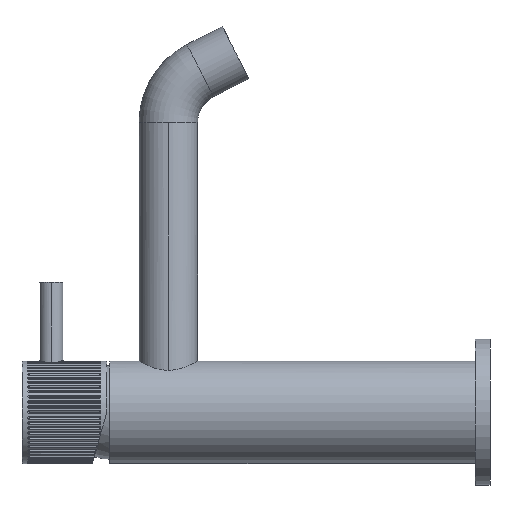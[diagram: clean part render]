
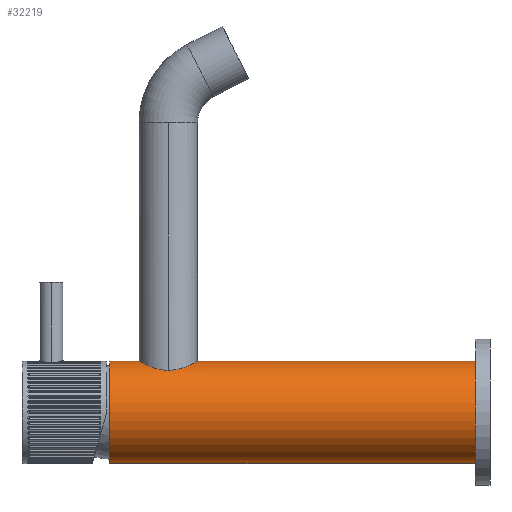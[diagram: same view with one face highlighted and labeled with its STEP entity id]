
A CAD part, left-side view. The second image highlights one B-rep face of the part: STEP entity #32219.
In plain terms, the highlighted cylindrical face has radius 17.5 mm (diameter 35 mm), a partial arc.
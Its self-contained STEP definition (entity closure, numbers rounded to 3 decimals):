
#372 = EDGE_CURVE ( 'NONE', #16735, #36551, #23522, .T. ) ;
#736 = CARTESIAN_POINT ( 'NONE',  ( -1.342, 95.085, 17.452 ) ) ;
#1107 = CARTESIAN_POINT ( 'NONE',  ( -7.311, 98.17, 15.902 ) ) ;
#1140 = DIRECTION ( 'NONE',  ( 0., -1., 0. ) ) ;
#2876 = VECTOR ( 'NONE', #9870, 1000. ) ;
#3437 = VERTEX_POINT ( 'NONE', #5487 ) ;
#3453 = EDGE_CURVE ( 'NONE', #23056, #3437, #28092, .T. ) ;
#4277 = CARTESIAN_POINT ( 'NONE',  ( -9.734, 102.684, 14.543 ) ) ;
#4877 = CARTESIAN_POINT ( 'NONE',  ( -2.31, 114.735, 17.35 ) ) ;
#5058 = CARTESIAN_POINT ( 'NONE',  ( -2.631, 114.653, 17.304 ) ) ;
#5225 = CARTESIAN_POINT ( 'NONE',  ( -3.58, 114.343, 17.133 ) ) ;
#5487 = CARTESIAN_POINT ( 'NONE',  ( 0., 0., -17.5 ) ) ;
#5592 = CARTESIAN_POINT ( 'NONE',  ( -1.336, 114.933, 17.461 ) ) ;
#5767 = LINE ( 'NONE', #33737, #11996 ) ;
#6328 = CARTESIAN_POINT ( 'NONE',  ( -3.275, 95.546, 17.194 ) ) ;
#6510 = CARTESIAN_POINT ( 'NONE',  ( -9.344, 101.422, 14.798 ) ) ;
#6519 = CARTESIAN_POINT ( 'NONE',  ( 0., 125., 17.5 ) ) ;
#6544 = CARTESIAN_POINT ( 'NONE',  ( 0., 125., 0. ) ) ;
#6747 = CARTESIAN_POINT ( 'NONE',  ( 0., 115., 17.5 ) ) ;
#6980 = EDGE_CURVE ( 'NONE', #18193, #27080, #5767, .T. ) ;
#7080 = LINE ( 'NONE', #6519, #2876 ) ;
#7179 = EDGE_LOOP ( 'NONE', ( #26818, #36514, #22427, #17551, #10299, #33652, #34264 ) ) ;
#7846 = CARTESIAN_POINT ( 'NONE',  ( -7.525, 111.617, 15.807 ) ) ;
#8200 = CARTESIAN_POINT ( 'NONE',  ( -4.484, 113.962, 16.927 ) ) ;
#9171 = DIRECTION ( 'NONE',  ( 0., 1., 0. ) ) ;
#9294 = CARTESIAN_POINT ( 'NONE',  ( -7.525, 98.406, 15.801 ) ) ;
#9858 = CARTESIAN_POINT ( 'NONE',  ( -2.321, 95.267, 17.349 ) ) ;
#9870 = DIRECTION ( 'NONE',  ( 0., -1., 0. ) ) ;
#10299 = ORIENTED_EDGE ( 'NONE', *, *, #6980, .F. ) ;
#10457 = CARTESIAN_POINT ( 'NONE',  ( -9.983, 105.676, 14.373 ) ) ;
#11263 = DIRECTION ( 'NONE',  ( 0., 0., 1. ) ) ;
#11996 = VECTOR ( 'NONE', #14492, 1000. ) ;
#12231 = EDGE_CURVE ( 'NONE', #3437, #27080, #13392, .T. ) ;
#12261 = CARTESIAN_POINT ( 'NONE',  ( -10., 104.325, 14.361 ) ) ;
#12439 = CARTESIAN_POINT ( 'NONE',  ( -7.931, 98.901, 15.601 ) ) ;
#12625 = CARTESIAN_POINT ( 'NONE',  ( -6.131, 97.093, 16.393 ) ) ;
#12816 = CARTESIAN_POINT ( 'NONE',  ( -9.455, 101.728, 14.726 ) ) ;
#13392 = CIRCLE ( 'NONE', #35855, 17.5 ) ;
#13424 = CARTESIAN_POINT ( 'NONE',  ( -3.269, 114.457, 17.195 ) ) ;
#14492 = DIRECTION ( 'NONE',  ( 0., -1., 0. ) ) ;
#15044 = CARTESIAN_POINT ( 'NONE',  ( -8.967, 100.527, 15.031 ) ) ;
#15228 = CARTESIAN_POINT ( 'NONE',  ( -5.066, 96.354, 16.76 ) ) ;
#15238 = CARTESIAN_POINT ( 'NONE',  ( 0., 125., 0. ) ) ;
#15592 = CARTESIAN_POINT ( 'NONE',  ( 0., 95., 17.5 ) ) ;
#15803 = DIRECTION ( 'NONE',  ( 0., 1., 0. ) ) ;
#16381 = CARTESIAN_POINT ( 'NONE',  ( -9.667, 107.643, 14.588 ) ) ;
#16735 = VERTEX_POINT ( 'NONE', #22086 ) ;
#17551 = ORIENTED_EDGE ( 'NONE', *, *, #12231, .T. ) ;
#17828 = CARTESIAN_POINT ( 'NONE',  ( -10., 105., 14.361 ) ) ;
#17861 = DIRECTION ( 'NONE',  ( 0., 0., -1. ) ) ;
#18011 = CARTESIAN_POINT ( 'NONE',  ( -0.675, 95.017, 17.49 ) ) ;
#18193 = VERTEX_POINT ( 'NONE', #15592 ) ;
#18906 = EDGE_CURVE ( 'NONE', #23256, #36551, #7080, .T. ) ;
#19036 = EDGE_CURVE ( 'NONE', #23056, #23256, #27157, .T. ) ;
#19150 = CARTESIAN_POINT ( 'NONE',  ( -6.848, 112.294, 16.106 ) ) ;
#19266 = AXIS2_PLACEMENT_3D ( 'NONE', #6544, #1140, #17861 ) ;
#19494 = CARTESIAN_POINT ( 'NONE',  ( -9.865, 106.669, 14.454 ) ) ;
#19672 = CARTESIAN_POINT ( 'NONE',  ( -9.468, 108.283, 14.72 ) ) ;
#20338 = EDGE_CURVE ( 'NONE', #18193, #16735, #23390, .T. ) ;
#20598 = CARTESIAN_POINT ( 'NONE',  ( -0.336, 95., 17.5 ) ) ;
#21169 = CARTESIAN_POINT ( 'NONE',  ( -1.671, 95.135, 17.423 ) ) ;
#21934 = CARTESIAN_POINT ( 'NONE',  ( -8.654, 110.053, 15.216 ) ) ;
#22086 = CARTESIAN_POINT ( 'NONE',  ( -10., 105., 14.361 ) ) ;
#22427 = ORIENTED_EDGE ( 'NONE', *, *, #3453, .T. ) ;
#23056 = VERTEX_POINT ( 'NONE', #28327 ) ;
#23256 = VERTEX_POINT ( 'NONE', #25875 ) ;
#23366 = CARTESIAN_POINT ( 'NONE',  ( -8.124, 99.16, 15.501 ) ) ;
#23390 = B_SPLINE_CURVE_WITH_KNOTS ( 'NONE', 3,
 ( #26503, #20598, #18011, #736, #21169, #9858, #32059, #6328, #32436, #29282, #15228, #31874, #12625, #26129, #34674, #1107, #9294, #12439, #23366, #24107, #15044, #6510, #12816, #34850, #4277, #29088, #12261, #17828 ),
 .UNSPECIFIED., .F., .F.,
 ( 4, 2, 2, 2, 2, 2, 2, 2, 2, 2, 2, 2, 2, 4 ),
 ( 0.016, 0.017, 0.018, 0.019, 0.02, 0.022, 0.023, 0.024, 0.025, 0.026, 0.028, 0.029, 0.03, 0.032 ),
 .UNSPECIFIED. ) ;
#23522 = B_SPLINE_CURVE_WITH_KNOTS ( 'NONE', 3,
 ( #27286, #35828, #10457, #32104, #19494, #16381, #19672, #30432, #21934, #30605, #7846, #19150, #28002, #33568, #33212, #25222, #8200, #5225, #13424, #5058, #4877, #5592, #27655, #25402 ),
 .UNSPECIFIED., .F., .F.,
 ( 4, 2, 2, 2, 2, 2, 2, 2, 2, 2, 2, 4 ),
 ( 0.032, 0.033, 0.034, 0.036, 0.038, 0.04, 0.041, 0.042, 0.044, 0.045, 0.046, 0.048 ),
 .UNSPECIFIED. ) ;
#24107 = CARTESIAN_POINT ( 'NONE',  ( -8.663, 99.963, 15.211 ) ) ;
#25222 = CARTESIAN_POINT ( 'NONE',  ( -5.052, 113.654, 16.765 ) ) ;
#25305 = CARTESIAN_POINT ( 'NONE',  ( 0., 125., -17.5 ) ) ;
#25402 = CARTESIAN_POINT ( 'NONE',  ( 0., 115., 17.5 ) ) ;
#25875 = CARTESIAN_POINT ( 'NONE',  ( 0., 125., 17.5 ) ) ;
#26129 = CARTESIAN_POINT ( 'NONE',  ( -6.625, 97.503, 16.2 ) ) ;
#26191 = DIRECTION ( 'NONE',  ( 0., 0., 1. ) ) ;
#26503 = CARTESIAN_POINT ( 'NONE',  ( 0., 95., 17.5 ) ) ;
#26536 = FACE_OUTER_BOUND ( 'NONE', #7179, .T. ) ;
#26818 = ORIENTED_EDGE ( 'NONE', *, *, #18906, .F. ) ;
#27080 = VERTEX_POINT ( 'NONE', #30234 ) ;
#27157 = CIRCLE ( 'NONE', #36056, 17.5 ) ;
#27286 = CARTESIAN_POINT ( 'NONE',  ( -10., 105., 14.361 ) ) ;
#27655 = CARTESIAN_POINT ( 'NONE',  ( -0.674, 115., 17.5 ) ) ;
#28002 = CARTESIAN_POINT ( 'NONE',  ( -6.611, 112.51, 16.205 ) ) ;
#28092 = LINE ( 'NONE', #25305, #33950 ) ;
#28327 = CARTESIAN_POINT ( 'NONE',  ( 0., 125., -17.5 ) ) ;
#29088 = CARTESIAN_POINT ( 'NONE',  ( -9.932, 103.662, 14.409 ) ) ;
#29282 = CARTESIAN_POINT ( 'NONE',  ( -4.496, 96.044, 16.924 ) ) ;
#29348 = CARTESIAN_POINT ( 'NONE',  ( 0., 0., 0. ) ) ;
#30234 = CARTESIAN_POINT ( 'NONE',  ( 0., 0., 17.5 ) ) ;
#30432 = CARTESIAN_POINT ( 'NONE',  ( -8.962, 109.484, 15.034 ) ) ;
#30605 = CARTESIAN_POINT ( 'NONE',  ( -7.931, 111.125, 15.605 ) ) ;
#31874 = CARTESIAN_POINT ( 'NONE',  ( -5.871, 96.898, 16.488 ) ) ;
#31910 = CYLINDRICAL_SURFACE ( 'NONE', #19266, 17.5 ) ;
#32059 = CARTESIAN_POINT ( 'NONE',  ( -2.641, 95.349, 17.302 ) ) ;
#32104 = CARTESIAN_POINT ( 'NONE',  ( -9.915, 106.34, 14.42 ) ) ;
#32219 = ADVANCED_FACE ( 'NONE', ( #26536 ), #31910, .T. ) ;
#32436 = CARTESIAN_POINT ( 'NONE',  ( -3.589, 95.66, 17.131 ) ) ;
#33212 = CARTESIAN_POINT ( 'NONE',  ( -5.853, 113.115, 16.495 ) ) ;
#33568 = CARTESIAN_POINT ( 'NONE',  ( -6.113, 112.92, 16.4 ) ) ;
#33652 = ORIENTED_EDGE ( 'NONE', *, *, #20338, .T. ) ;
#33737 = CARTESIAN_POINT ( 'NONE',  ( 0., 125., 17.5 ) ) ;
#33950 = VECTOR ( 'NONE', #36627, 1000. ) ;
#34264 = ORIENTED_EDGE ( 'NONE', *, *, #372, .T. ) ;
#34674 = CARTESIAN_POINT ( 'NONE',  ( -6.861, 97.718, 16.101 ) ) ;
#34850 = CARTESIAN_POINT ( 'NONE',  ( -9.651, 102.359, 14.599 ) ) ;
#35828 = CARTESIAN_POINT ( 'NONE',  ( -10., 105.337, 14.361 ) ) ;
#35855 = AXIS2_PLACEMENT_3D ( 'NONE', #29348, #9171, #26191 ) ;
#36056 = AXIS2_PLACEMENT_3D ( 'NONE', #15238, #15803, #11263 ) ;
#36514 = ORIENTED_EDGE ( 'NONE', *, *, #19036, .F. ) ;
#36551 = VERTEX_POINT ( 'NONE', #6747 ) ;
#36627 = DIRECTION ( 'NONE',  ( 0., -1., 0. ) ) ;
